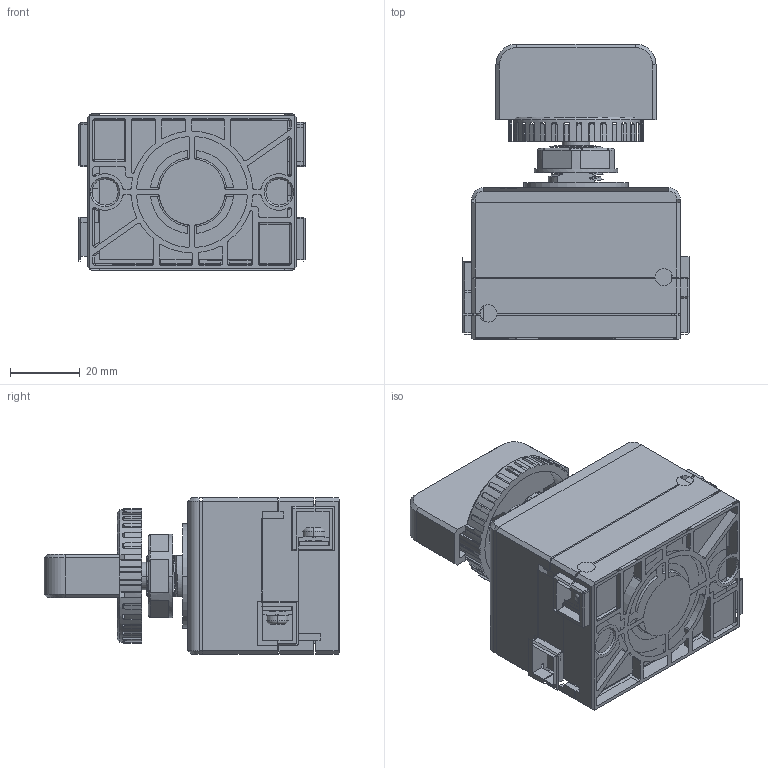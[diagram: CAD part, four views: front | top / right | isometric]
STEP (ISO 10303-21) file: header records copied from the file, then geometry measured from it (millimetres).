
FILE_DESCRIPTION((''),'2;1');
FILE_NAME('CDGNE-50-2','2023-08-03T',('chunfeng.wu'),(''),'PRO/ENGINEER BY PARAMETRIC TECHNOLOGY CORPORATION, 2015440','PRO/ENGINEER BY PARAMETRIC TECHNOLOGY CORPORATION, 2015440','');
FILE_SCHEMA(('CONFIG_CONTROL_DESIGN'));
Length unit declared in the file: millimetre
Products named in the file (1): CDGNE-50-2
Bounding box: 65 x 85 x 45 mm (x, y, z)
Volume: 64668 mm3; surface area: 35845.1 mm2
Topology: 1 solids, 84 shells, 397 faces, 2870 edges, 2481 vertices
Faces by surface type: plane 223, cylinder 93, torus 30, cone 27, bspline 24
Entity records: 36118 total; most frequent: CARTESIAN_POINT 15850, DIRECTION 3964, ORIENTED_EDGE 3428, EDGE_CURVE 2866, VERTEX_POINT 2481, VECTOR 1750, LINE 1750, AXIS2_PLACEMENT_3D 1107
